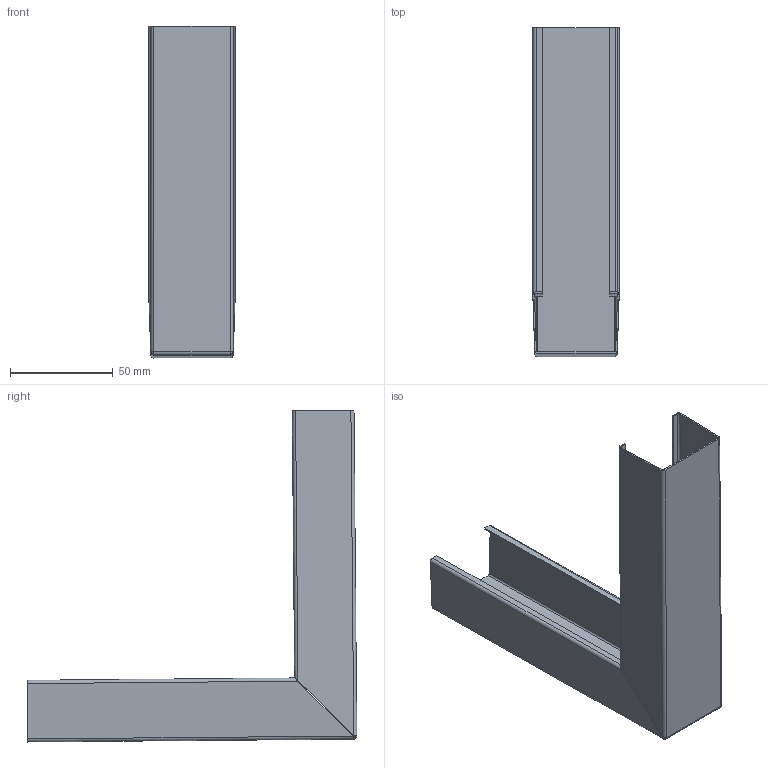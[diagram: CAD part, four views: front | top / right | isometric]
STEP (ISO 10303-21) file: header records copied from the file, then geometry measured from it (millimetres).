
FILE_DESCRIPTION(('CoCreate Modeling STEP Export'),'2;1');
FILE_NAME('6249167.stp','2016-08-19T11:15:13',(''),(''),'CoCreate Modeling STEP processor for AP214 (Solid Model)','CoCreate Modeling 16.00B 02-Dec-2008 (C) Parametric Technology GmbH','');
FILE_SCHEMA(('AUTOMOTIVE_DESIGN { 1 0 10303 214 1 1 1 1 }'));
Length unit declared in the file: millimetre
Products named in the file (2): Unterteil; Inneneck.1
Assembly tree (1 placements, depth 2):
  Inneneck.1
    Unterteil
Bounding box: 41.93 x 160.24 x 161.39 mm (x, y, z)
Volume: 23264.5 mm3; surface area: 62821.6 mm2
Topology: 1 solids, 1 shells, 85 faces, 220 edges, 137 vertices
Faces by surface type: plane 44, bspline 24, cylinder 17
Entity records: 8614 total; most frequent: CARTESIAN_POINT 6464, ORIENTED_EDGE 440, DIRECTION 333, EDGE_CURVE 220, VERTEX_POINT 137, VECTOR 125, LINE 125, AXIS2_PLACEMENT_3D 104
